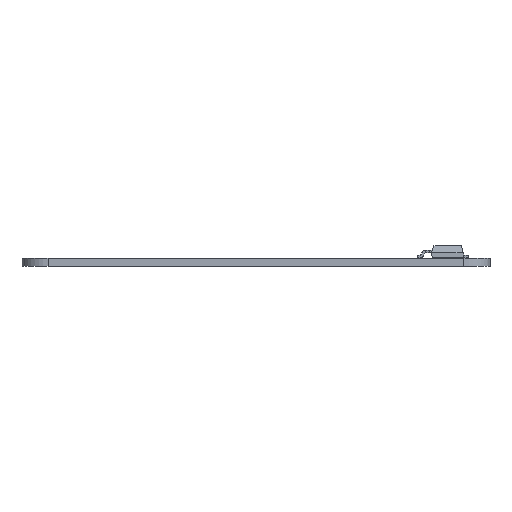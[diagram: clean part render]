
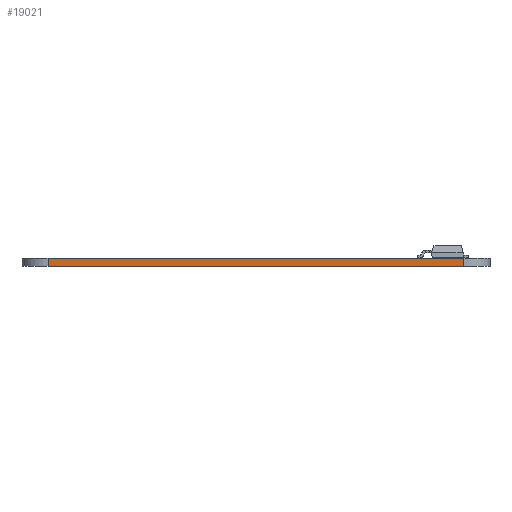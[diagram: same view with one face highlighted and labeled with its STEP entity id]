
A CAD part, left-side view. The second image highlights one B-rep face of the part: STEP entity #19021.
In plain terms, the highlighted planar face has unit normal (-1, 0, 0).
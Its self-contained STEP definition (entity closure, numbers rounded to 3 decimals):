
#5225 = CYLINDRICAL_SURFACE('',#5226,5.);
#5226 = AXIS2_PLACEMENT_3D('',#5227,#5228,#5229);
#5227 = CARTESIAN_POINT('',(4.736,5.796,0.));
#5228 = DIRECTION('',(-0.,-0.,-1.));
#5229 = DIRECTION('',(1.,0.,-0.));
#5253 = PLANE('',#5254);
#5254 = AXIS2_PLACEMENT_3D('',#5255,#5256,#5257);
#5255 = CARTESIAN_POINT('',(69.736,45.796,1.6));
#5256 = DIRECTION('',(0.,0.,1.));
#5257 = DIRECTION('',(1.,0.,-0.));
#5307 = PLANE('',#5308);
#5308 = AXIS2_PLACEMENT_3D('',#5309,#5310,#5311);
#5309 = CARTESIAN_POINT('',(69.736,45.796,0.));
#5310 = DIRECTION('',(0.,0.,1.));
#5311 = DIRECTION('',(1.,0.,-0.));
#5322 = EDGE_CURVE('',#5323,#5325,#5327,.T.);
#5323 = VERTEX_POINT('',#5324);
#5324 = CARTESIAN_POINT('',(-0.264,5.796,0.));
#5325 = VERTEX_POINT('',#5326);
#5326 = CARTESIAN_POINT('',(-0.264,5.796,1.6));
#5327 = SURFACE_CURVE('',#5328,(#5332,#5339),.PCURVE_S1.);
#5328 = LINE('',#5329,#5330);
#5329 = CARTESIAN_POINT('',(-0.264,5.796,0.));
#5330 = VECTOR('',#5331,1.);
#5331 = DIRECTION('',(0.,0.,1.));
#5332 = PCURVE('',#5225,#5333);
#5333 = DEFINITIONAL_REPRESENTATION('',(#5334),#5338);
#5334 = LINE('',#5335,#5336);
#5335 = CARTESIAN_POINT('',(-3.142,0.));
#5336 = VECTOR('',#5337,1.);
#5337 = DIRECTION('',(-0.,-1.));
#5338 = ( GEOMETRIC_REPRESENTATION_CONTEXT(2) 
PARAMETRIC_REPRESENTATION_CONTEXT() REPRESENTATION_CONTEXT('2D SPACE',''
  ) );
#5339 = PCURVE('',#5340,#5345);
#5340 = PLANE('',#5341);
#5341 = AXIS2_PLACEMENT_3D('',#5342,#5343,#5344);
#5342 = CARTESIAN_POINT('',(-0.264,85.796,0.));
#5343 = DIRECTION('',(1.,0.,-0.));
#5344 = DIRECTION('',(0.,-1.,0.));
#5345 = DEFINITIONAL_REPRESENTATION('',(#5346),#5350);
#5346 = LINE('',#5347,#5348);
#5347 = CARTESIAN_POINT('',(80.,0.));
#5348 = VECTOR('',#5349,1.);
#5349 = DIRECTION('',(0.,-1.));
#5350 = ( GEOMETRIC_REPRESENTATION_CONTEXT(2) 
PARAMETRIC_REPRESENTATION_CONTEXT() REPRESENTATION_CONTEXT('2D SPACE',''
  ) );
#5561 = VERTEX_POINT('',#5562);
#5562 = CARTESIAN_POINT('',(-0.264,85.796,0.));
#5577 = CYLINDRICAL_SURFACE('',#5578,5.);
#5578 = AXIS2_PLACEMENT_3D('',#5579,#5580,#5581);
#5579 = CARTESIAN_POINT('',(4.736,85.796,0.));
#5580 = DIRECTION('',(-0.,-0.,-1.));
#5581 = DIRECTION('',(1.,0.,-0.));
#5589 = EDGE_CURVE('',#5561,#5323,#5590,.T.);
#5590 = SURFACE_CURVE('',#5591,(#5595,#5602),.PCURVE_S1.);
#5591 = LINE('',#5592,#5593);
#5592 = CARTESIAN_POINT('',(-0.264,85.796,0.));
#5593 = VECTOR('',#5594,1.);
#5594 = DIRECTION('',(0.,-1.,0.));
#5595 = PCURVE('',#5307,#5596);
#5596 = DEFINITIONAL_REPRESENTATION('',(#5597),#5601);
#5597 = LINE('',#5598,#5599);
#5598 = CARTESIAN_POINT('',(-70.,40.));
#5599 = VECTOR('',#5600,1.);
#5600 = DIRECTION('',(0.,-1.));
#5601 = ( GEOMETRIC_REPRESENTATION_CONTEXT(2) 
PARAMETRIC_REPRESENTATION_CONTEXT() REPRESENTATION_CONTEXT('2D SPACE',''
  ) );
#5602 = PCURVE('',#5340,#5603);
#5603 = DEFINITIONAL_REPRESENTATION('',(#5604),#5608);
#5604 = LINE('',#5605,#5606);
#5605 = CARTESIAN_POINT('',(0.,0.));
#5606 = VECTOR('',#5607,1.);
#5607 = DIRECTION('',(1.,0.));
#5608 = ( GEOMETRIC_REPRESENTATION_CONTEXT(2) 
PARAMETRIC_REPRESENTATION_CONTEXT() REPRESENTATION_CONTEXT('2D SPACE',''
  ) );
#12917 = VERTEX_POINT('',#12918);
#12918 = CARTESIAN_POINT('',(-0.264,85.796,1.6));
#12940 = EDGE_CURVE('',#12917,#5325,#12941,.T.);
#12941 = SURFACE_CURVE('',#12942,(#12946,#12953),.PCURVE_S1.);
#12942 = LINE('',#12943,#12944);
#12943 = CARTESIAN_POINT('',(-0.264,85.796,1.6));
#12944 = VECTOR('',#12945,1.);
#12945 = DIRECTION('',(0.,-1.,0.));
#12946 = PCURVE('',#5253,#12947);
#12947 = DEFINITIONAL_REPRESENTATION('',(#12948),#12952);
#12948 = LINE('',#12949,#12950);
#12949 = CARTESIAN_POINT('',(-70.,40.));
#12950 = VECTOR('',#12951,1.);
#12951 = DIRECTION('',(0.,-1.));
#12952 = ( GEOMETRIC_REPRESENTATION_CONTEXT(2) 
PARAMETRIC_REPRESENTATION_CONTEXT() REPRESENTATION_CONTEXT('2D SPACE',''
  ) );
#12953 = PCURVE('',#5340,#12954);
#12954 = DEFINITIONAL_REPRESENTATION('',(#12955),#12959);
#12955 = LINE('',#12956,#12957);
#12956 = CARTESIAN_POINT('',(0.,-1.6));
#12957 = VECTOR('',#12958,1.);
#12958 = DIRECTION('',(1.,0.));
#12959 = ( GEOMETRIC_REPRESENTATION_CONTEXT(2) 
PARAMETRIC_REPRESENTATION_CONTEXT() REPRESENTATION_CONTEXT('2D SPACE',''
  ) );
#19021 = ADVANCED_FACE('',(#19022),#5340,.F.);
#19022 = FACE_BOUND('',#19023,.F.);
#19023 = EDGE_LOOP('',(#19024,#19045,#19046,#19047));
#19024 = ORIENTED_EDGE('',*,*,#19025,.T.);
#19025 = EDGE_CURVE('',#5561,#12917,#19026,.T.);
#19026 = SURFACE_CURVE('',#19027,(#19031,#19038),.PCURVE_S1.);
#19027 = LINE('',#19028,#19029);
#19028 = CARTESIAN_POINT('',(-0.264,85.796,0.));
#19029 = VECTOR('',#19030,1.);
#19030 = DIRECTION('',(0.,0.,1.));
#19031 = PCURVE('',#5340,#19032);
#19032 = DEFINITIONAL_REPRESENTATION('',(#19033),#19037);
#19033 = LINE('',#19034,#19035);
#19034 = CARTESIAN_POINT('',(0.,0.));
#19035 = VECTOR('',#19036,1.);
#19036 = DIRECTION('',(0.,-1.));
#19037 = ( GEOMETRIC_REPRESENTATION_CONTEXT(2) 
PARAMETRIC_REPRESENTATION_CONTEXT() REPRESENTATION_CONTEXT('2D SPACE',''
  ) );
#19038 = PCURVE('',#5577,#19039);
#19039 = DEFINITIONAL_REPRESENTATION('',(#19040),#19044);
#19040 = LINE('',#19041,#19042);
#19041 = CARTESIAN_POINT('',(-3.142,0.));
#19042 = VECTOR('',#19043,1.);
#19043 = DIRECTION('',(-0.,-1.));
#19044 = ( GEOMETRIC_REPRESENTATION_CONTEXT(2) 
PARAMETRIC_REPRESENTATION_CONTEXT() REPRESENTATION_CONTEXT('2D SPACE',''
  ) );
#19045 = ORIENTED_EDGE('',*,*,#12940,.T.);
#19046 = ORIENTED_EDGE('',*,*,#5322,.F.);
#19047 = ORIENTED_EDGE('',*,*,#5589,.F.);
